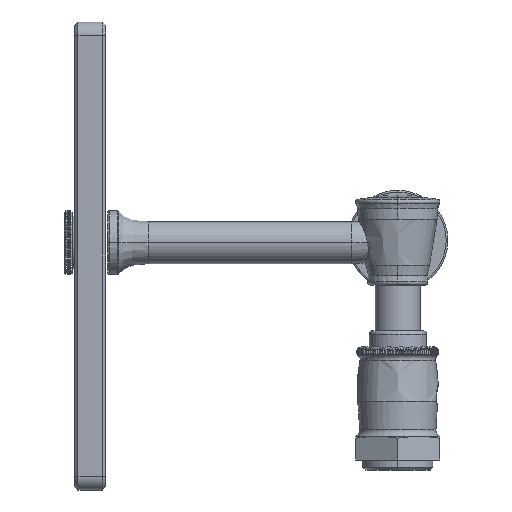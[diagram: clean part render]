
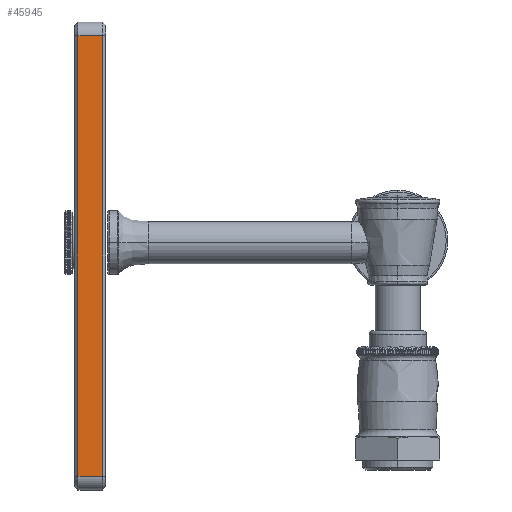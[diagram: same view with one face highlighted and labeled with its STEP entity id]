
A CAD part, left-side view. The second image highlights one B-rep face of the part: STEP entity #45945.
In plain terms, the highlighted planar face has unit normal (-1, 0, 0).
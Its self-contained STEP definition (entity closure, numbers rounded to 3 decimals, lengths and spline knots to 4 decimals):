
#45466=CARTESIAN_POINT('',(-4.0105,3.475,
4.997));
#45468=DIRECTION('',(0.,0.,1.));
#45469=VECTOR('',#45468,5.19);
#45470=CARTESIAN_POINT('',(-4.0105,3.765,
-0.193));
#45471=LINE('',#45470,#45469);
#45472=DIRECTION('',(0.,-1.,0.));
#45473=VECTOR('',#45472,0.29);
#45474=CARTESIAN_POINT('',(-4.0105,3.765,
4.997));
#45475=LINE('',#45474,#45473);
#45476=DIRECTION('',(0.,0.,-1.));
#45477=VECTOR('',#45476,5.19);
#45478=CARTESIAN_POINT('',(-4.0105,3.475,
4.997));
#45479=LINE('',#45478,#45477);
#45480=DIRECTION('',(0.,-1.,0.));
#45481=VECTOR('',#45480,0.29);
#45482=CARTESIAN_POINT('',(-4.0105,3.765,
-0.193));
#45483=LINE('',#45482,#45481);
#45493=CARTESIAN_POINT('',(-4.0105,3.765,
-0.193));
#45509=VERTEX_POINT('',#45493);
#45512=CARTESIAN_POINT('',(-4.0105,3.765,
4.997));
#45513=VERTEX_POINT('',#45512);
#45543=VERTEX_POINT('',#45466);
#45546=CARTESIAN_POINT('',(-4.0105,3.475,
-0.193));
#45547=VERTEX_POINT('',#45546);
#45933=CARTESIAN_POINT('',(-4.0105,3.435,-0.353));
#45934=DIRECTION('',(-1.,0.,0.));
#45935=DIRECTION('',(0.,0.,1.));
#45936=AXIS2_PLACEMENT_3D('',#45933,#45934,#45935);
#45937=PLANE('',#45936);
#45938=ORIENTED_EDGE('',*,*,#45793,.T.);
#45939=ORIENTED_EDGE('',*,*,#45928,.T.);
#45940=ORIENTED_EDGE('',*,*,#45673,.T.);
#45942=ORIENTED_EDGE('',*,*,#45941,.F.);
#45943=EDGE_LOOP('',(#45938,#45939,#45940,#45942));
#45944=FACE_OUTER_BOUND('',#45943,.F.);
#45945=ADVANCED_FACE('',(#45944),#45937,.T.);
#45673=EDGE_CURVE('',#45543,#45547,#45479,.T.);
#45793=EDGE_CURVE('',#45509,#45513,#45471,.T.);
#45928=EDGE_CURVE('',#45513,#45543,#45475,.T.);
#45941=EDGE_CURVE('',#45509,#45547,#45483,.T.);
